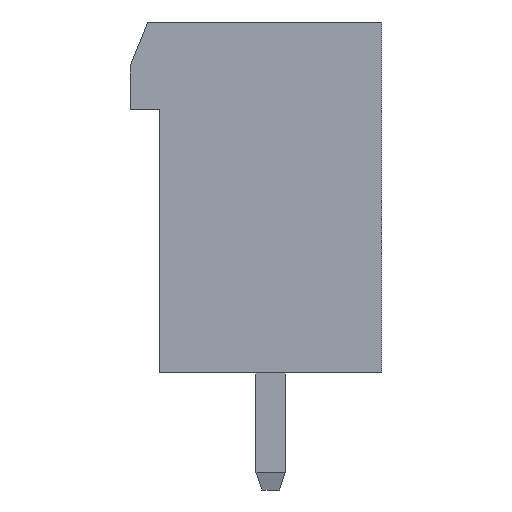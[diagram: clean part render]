
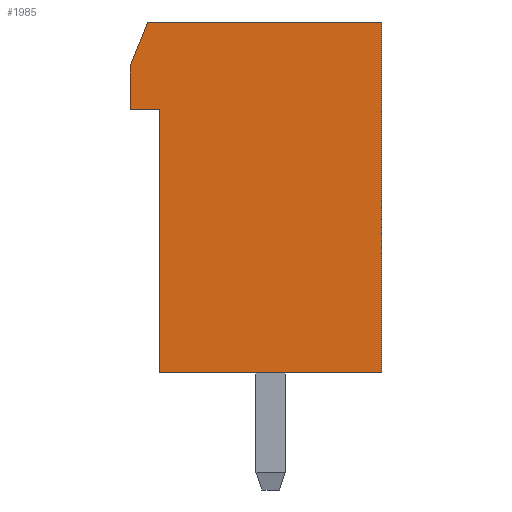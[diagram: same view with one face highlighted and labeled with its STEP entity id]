
A CAD part, left-side view. The second image highlights one B-rep face of the part: STEP entity #1985.
In plain terms, the highlighted planar face has unit normal (-1, 0, 0).
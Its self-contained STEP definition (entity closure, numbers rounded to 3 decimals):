
#22 = VERTEX_POINT('',#23);
#23 = CARTESIAN_POINT('',(-7.5,3.8,9.));
#32 = PLANE('',#33);
#33 = AXIS2_PLACEMENT_3D('',#34,#35,#36);
#34 = CARTESIAN_POINT('',(-7.5,3.8,9.));
#35 = DIRECTION('',(0.,1.,0.));
#36 = DIRECTION('',(0.,0.,-1.));
#44 = PLANE('',#45);
#45 = AXIS2_PLACEMENT_3D('',#46,#47,#48);
#46 = CARTESIAN_POINT('',(-7.5,4.8,9.));
#47 = DIRECTION('',(0.,0.,-1.));
#48 = DIRECTION('',(0.,-1.,0.));
#85 = VERTEX_POINT('',#86);
#86 = CARTESIAN_POINT('',(-7.5,3.8,0.));
#100 = PLANE('',#101);
#101 = AXIS2_PLACEMENT_3D('',#102,#103,#104);
#102 = CARTESIAN_POINT('',(-7.5,3.8,0.));
#103 = DIRECTION('',(0.,0.,-1.));
#104 = DIRECTION('',(0.,-1.,0.));
#112 = EDGE_CURVE('',#22,#85,#113,.T.);
#113 = SURFACE_CURVE('',#114,(#118,#125),.PCURVE_S1.);
#114 = LINE('',#115,#116);
#115 = CARTESIAN_POINT('',(-7.5,3.8,9.));
#116 = VECTOR('',#117,1.);
#117 = DIRECTION('',(0.,0.,-1.));
#118 = PCURVE('',#32,#119);
#119 = DEFINITIONAL_REPRESENTATION('',(#120),#124);
#120 = LINE('',#121,#122);
#121 = CARTESIAN_POINT('',(0.,0.));
#122 = VECTOR('',#123,1.);
#123 = DIRECTION('',(1.,0.));
#124 = ( GEOMETRIC_REPRESENTATION_CONTEXT(2)
PARAMETRIC_REPRESENTATION_CONTEXT() REPRESENTATION_CONTEXT('2D SPACE',''
) );
#125 = PCURVE('',#126,#131);
#126 = PLANE('',#127);
#127 = AXIS2_PLACEMENT_3D('',#128,#129,#130);
#128 = CARTESIAN_POINT('',(-7.5,3.8,0.));
#129 = DIRECTION('',(1.,0.,0.));
#130 = DIRECTION('',(0.,0.,1.));
#131 = DEFINITIONAL_REPRESENTATION('',(#132),#136);
#132 = LINE('',#133,#134);
#133 = CARTESIAN_POINT('',(9.,0.));
#134 = VECTOR('',#135,1.);
#135 = DIRECTION('',(-1.,0.));
#136 = ( GEOMETRIC_REPRESENTATION_CONTEXT(2)
PARAMETRIC_REPRESENTATION_CONTEXT() REPRESENTATION_CONTEXT('2D SPACE',''
) );
#142 = VERTEX_POINT('',#143);
#143 = CARTESIAN_POINT('',(-7.5,4.8,9.));
#159 = PLANE('',#160);
#160 = AXIS2_PLACEMENT_3D('',#161,#162,#163);
#161 = CARTESIAN_POINT('',(-7.5,4.8,10.5));
#162 = DIRECTION('',(0.,1.,0.));
#163 = DIRECTION('',(0.,0.,-1.));
#193 = EDGE_CURVE('',#142,#22,#194,.T.);
#194 = SURFACE_CURVE('',#195,(#199,#206),.PCURVE_S1.);
#195 = LINE('',#196,#197);
#196 = CARTESIAN_POINT('',(-7.5,4.8,9.));
#197 = VECTOR('',#198,1.);
#198 = DIRECTION('',(0.,-1.,0.));
#199 = PCURVE('',#44,#200);
#200 = DEFINITIONAL_REPRESENTATION('',(#201),#205);
#201 = LINE('',#202,#203);
#202 = CARTESIAN_POINT('',(0.,0.));
#203 = VECTOR('',#204,1.);
#204 = DIRECTION('',(1.,0.));
#205 = ( GEOMETRIC_REPRESENTATION_CONTEXT(2)
PARAMETRIC_REPRESENTATION_CONTEXT() REPRESENTATION_CONTEXT('2D SPACE',''
) );
#206 = PCURVE('',#126,#207);
#207 = DEFINITIONAL_REPRESENTATION('',(#208),#212);
#208 = LINE('',#209,#210);
#209 = CARTESIAN_POINT('',(9.,-1.));
#210 = VECTOR('',#211,1.);
#211 = DIRECTION('',(0.,1.));
#212 = ( GEOMETRIC_REPRESENTATION_CONTEXT(2)
PARAMETRIC_REPRESENTATION_CONTEXT() REPRESENTATION_CONTEXT('2D SPACE',''
) );
#242 = VERTEX_POINT('',#243);
#243 = CARTESIAN_POINT('',(-7.5,-3.8,0.));
#257 = PLANE('',#258);
#258 = AXIS2_PLACEMENT_3D('',#259,#260,#261);
#259 = CARTESIAN_POINT('',(-7.5,-3.8,0.));
#260 = DIRECTION('',(0.,-1.,0.));
#261 = DIRECTION('',(0.,0.,1.));
#269 = EDGE_CURVE('',#85,#242,#270,.T.);
#270 = SURFACE_CURVE('',#271,(#275,#282),.PCURVE_S1.);
#271 = LINE('',#272,#273);
#272 = CARTESIAN_POINT('',(-7.5,3.8,0.));
#273 = VECTOR('',#274,1.);
#274 = DIRECTION('',(0.,-1.,0.));
#275 = PCURVE('',#100,#276);
#276 = DEFINITIONAL_REPRESENTATION('',(#277),#281);
#277 = LINE('',#278,#279);
#278 = CARTESIAN_POINT('',(0.,0.));
#279 = VECTOR('',#280,1.);
#280 = DIRECTION('',(1.,0.));
#281 = ( GEOMETRIC_REPRESENTATION_CONTEXT(2)
PARAMETRIC_REPRESENTATION_CONTEXT() REPRESENTATION_CONTEXT('2D SPACE',''
) );
#282 = PCURVE('',#126,#283);
#283 = DEFINITIONAL_REPRESENTATION('',(#284),#288);
#284 = LINE('',#285,#286);
#285 = CARTESIAN_POINT('',(0.,0.));
#286 = VECTOR('',#287,1.);
#287 = DIRECTION('',(0.,1.));
#288 = ( GEOMETRIC_REPRESENTATION_CONTEXT(2)
PARAMETRIC_REPRESENTATION_CONTEXT() REPRESENTATION_CONTEXT('2D SPACE',''
) );
#1985 = ADVANCED_FACE('',(#1986),#126,.F.);
#1986 = FACE_BOUND('',#1987,.T.);
#1987 = EDGE_LOOP('',(#1988,#1989,#2012,#2040,#2068,#2089,#2090));
#1988 = ORIENTED_EDGE('',*,*,#269,.T.);
#1989 = ORIENTED_EDGE('',*,*,#1990,.T.);
#1990 = EDGE_CURVE('',#242,#1991,#1993,.T.);
#1991 = VERTEX_POINT('',#1992);
#1992 = CARTESIAN_POINT('',(-7.5,-3.8,12.));
#1993 = SURFACE_CURVE('',#1994,(#1998,#2005),.PCURVE_S1.);
#1994 = LINE('',#1995,#1996);
#1995 = CARTESIAN_POINT('',(-7.5,-3.8,0.));
#1996 = VECTOR('',#1997,1.);
#1997 = DIRECTION('',(0.,0.,1.));
#1998 = PCURVE('',#126,#1999);
#1999 = DEFINITIONAL_REPRESENTATION('',(#2000),#2004);
#2000 = LINE('',#2001,#2002);
#2001 = CARTESIAN_POINT('',(0.,7.6));
#2002 = VECTOR('',#2003,1.);
#2003 = DIRECTION('',(1.,0.));
#2004 = ( GEOMETRIC_REPRESENTATION_CONTEXT(2)
PARAMETRIC_REPRESENTATION_CONTEXT() REPRESENTATION_CONTEXT('2D SPACE',''
) );
#2005 = PCURVE('',#257,#2006);
#2006 = DEFINITIONAL_REPRESENTATION('',(#2007),#2011);
#2007 = LINE('',#2008,#2009);
#2008 = CARTESIAN_POINT('',(0.,0.));
#2009 = VECTOR('',#2010,1.);
#2010 = DIRECTION('',(1.,0.));
#2011 = ( GEOMETRIC_REPRESENTATION_CONTEXT(2)
PARAMETRIC_REPRESENTATION_CONTEXT() REPRESENTATION_CONTEXT('2D SPACE',''
) );
#2012 = ORIENTED_EDGE('',*,*,#2013,.T.);
#2013 = EDGE_CURVE('',#1991,#2014,#2016,.T.);
#2014 = VERTEX_POINT('',#2015);
#2015 = CARTESIAN_POINT('',(-7.5,4.2,12.));
#2016 = SURFACE_CURVE('',#2017,(#2021,#2028),.PCURVE_S1.);
#2017 = LINE('',#2018,#2019);
#2018 = CARTESIAN_POINT('',(-7.5,-3.8,12.));
#2019 = VECTOR('',#2020,1.);
#2020 = DIRECTION('',(0.,1.,0.));
#2021 = PCURVE('',#126,#2022);
#2022 = DEFINITIONAL_REPRESENTATION('',(#2023),#2027);
#2023 = LINE('',#2024,#2025);
#2024 = CARTESIAN_POINT('',(12.,7.6));
#2025 = VECTOR('',#2026,1.);
#2026 = DIRECTION('',(0.,-1.));
#2027 = ( GEOMETRIC_REPRESENTATION_CONTEXT(2)
PARAMETRIC_REPRESENTATION_CONTEXT() REPRESENTATION_CONTEXT('2D SPACE',''
) );
#2028 = PCURVE('',#2029,#2034);
#2029 = PLANE('',#2030);
#2030 = AXIS2_PLACEMENT_3D('',#2031,#2032,#2033);
#2031 = CARTESIAN_POINT('',(-7.5,-3.8,12.));
#2032 = DIRECTION('',(0.,0.,1.));
#2033 = DIRECTION('',(0.,1.,0.));
#2034 = DEFINITIONAL_REPRESENTATION('',(#2035),#2039);
#2035 = LINE('',#2036,#2037);
#2036 = CARTESIAN_POINT('',(0.,0.));
#2037 = VECTOR('',#2038,1.);
#2038 = DIRECTION('',(1.,0.));
#2039 = ( GEOMETRIC_REPRESENTATION_CONTEXT(2)
PARAMETRIC_REPRESENTATION_CONTEXT() REPRESENTATION_CONTEXT('2D SPACE',''
) );
#2040 = ORIENTED_EDGE('',*,*,#2041,.T.);
#2041 = EDGE_CURVE('',#2014,#2042,#2044,.T.);
#2042 = VERTEX_POINT('',#2043);
#2043 = CARTESIAN_POINT('',(-7.5,4.8,10.5));
#2044 = SURFACE_CURVE('',#2045,(#2049,#2056),.PCURVE_S1.);
#2045 = LINE('',#2046,#2047);
#2046 = CARTESIAN_POINT('',(-7.5,4.2,12.));
#2047 = VECTOR('',#2048,1.);
#2048 = DIRECTION('',(0.,0.371,-0.928));
#2049 = PCURVE('',#126,#2050);
#2050 = DEFINITIONAL_REPRESENTATION('',(#2051),#2055);
#2051 = LINE('',#2052,#2053);
#2052 = CARTESIAN_POINT('',(12.,-0.4));
#2053 = VECTOR('',#2054,1.);
#2054 = DIRECTION('',(-0.928,-0.371));
#2055 = ( GEOMETRIC_REPRESENTATION_CONTEXT(2)
PARAMETRIC_REPRESENTATION_CONTEXT() REPRESENTATION_CONTEXT('2D SPACE',''
) );
#2056 = PCURVE('',#2057,#2062);
#2057 = PLANE('',#2058);
#2058 = AXIS2_PLACEMENT_3D('',#2059,#2060,#2061);
#2059 = CARTESIAN_POINT('',(-7.5,4.2,12.));
#2060 = DIRECTION('',(0.,0.928,0.371));
#2061 = DIRECTION('',(0.,0.371,-0.928));
#2062 = DEFINITIONAL_REPRESENTATION('',(#2063),#2067);
#2063 = LINE('',#2064,#2065);
#2064 = CARTESIAN_POINT('',(0.,0.));
#2065 = VECTOR('',#2066,1.);
#2066 = DIRECTION('',(1.,0.));
#2067 = ( GEOMETRIC_REPRESENTATION_CONTEXT(2)
PARAMETRIC_REPRESENTATION_CONTEXT() REPRESENTATION_CONTEXT('2D SPACE',''
) );
#2068 = ORIENTED_EDGE('',*,*,#2069,.T.);
#2069 = EDGE_CURVE('',#2042,#142,#2070,.T.);
#2070 = SURFACE_CURVE('',#2071,(#2075,#2082),.PCURVE_S1.);
#2071 = LINE('',#2072,#2073);
#2072 = CARTESIAN_POINT('',(-7.5,4.8,10.5));
#2073 = VECTOR('',#2074,1.);
#2074 = DIRECTION('',(0.,0.,-1.));
#2075 = PCURVE('',#126,#2076);
#2076 = DEFINITIONAL_REPRESENTATION('',(#2077),#2081);
#2077 = LINE('',#2078,#2079);
#2078 = CARTESIAN_POINT('',(10.5,-1.));
#2079 = VECTOR('',#2080,1.);
#2080 = DIRECTION('',(-1.,0.));
#2081 = ( GEOMETRIC_REPRESENTATION_CONTEXT(2)
PARAMETRIC_REPRESENTATION_CONTEXT() REPRESENTATION_CONTEXT('2D SPACE',''
) );
#2082 = PCURVE('',#159,#2083);
#2083 = DEFINITIONAL_REPRESENTATION('',(#2084),#2088);
#2084 = LINE('',#2085,#2086);
#2085 = CARTESIAN_POINT('',(0.,0.));
#2086 = VECTOR('',#2087,1.);
#2087 = DIRECTION('',(1.,0.));
#2088 = ( GEOMETRIC_REPRESENTATION_CONTEXT(2)
PARAMETRIC_REPRESENTATION_CONTEXT() REPRESENTATION_CONTEXT('2D SPACE',''
) );
#2089 = ORIENTED_EDGE('',*,*,#193,.T.);
#2090 = ORIENTED_EDGE('',*,*,#112,.T.);
